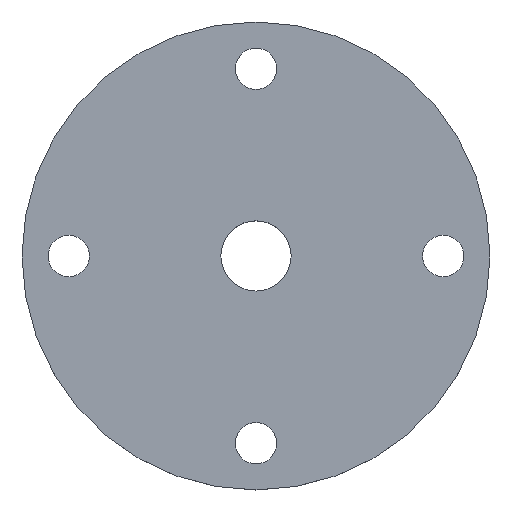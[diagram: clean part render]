
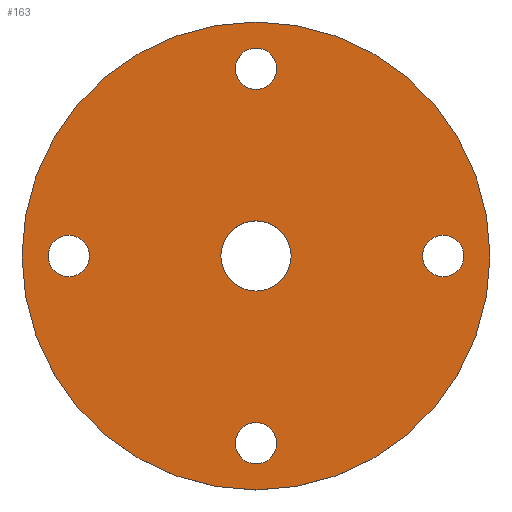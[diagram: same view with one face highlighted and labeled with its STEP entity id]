
A CAD part, top view. The second image highlights one B-rep face of the part: STEP entity #163.
In plain terms, the highlighted planar face has unit normal (0, 0, 1).
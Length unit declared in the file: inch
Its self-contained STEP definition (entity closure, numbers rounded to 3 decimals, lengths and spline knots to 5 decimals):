
#23=FACE_BOUND('',#50,.T.);
#24=FACE_BOUND('',#51,.T.);
#25=FACE_BOUND('',#52,.T.);
#26=FACE_BOUND('',#53,.T.);
#27=FACE_BOUND('',#54,.T.);
#33=PLANE('',#199);
#41=FACE_OUTER_BOUND('',#49,.T.);
#49=EDGE_LOOP('',(#139));
#50=EDGE_LOOP('',(#140));
#51=EDGE_LOOP('',(#141));
#52=EDGE_LOOP('',(#142));
#53=EDGE_LOOP('',(#143));
#54=EDGE_LOOP('',(#144));
#73=CIRCLE('',#182,0.1105);
#75=CIRCLE('',#185,0.1105);
#77=CIRCLE('',#188,0.1105);
#79=CIRCLE('',#191,0.1105);
#81=CIRCLE('',#194,0.1875);
#83=CIRCLE('',#197,1.25);
#85=VERTEX_POINT('',#263);
#87=VERTEX_POINT('',#269);
#89=VERTEX_POINT('',#275);
#91=VERTEX_POINT('',#281);
#93=VERTEX_POINT('',#287);
#95=VERTEX_POINT('',#293);
#97=EDGE_CURVE('',#85,#85,#73,.T.);
#100=EDGE_CURVE('',#87,#87,#75,.T.);
#103=EDGE_CURVE('',#89,#89,#77,.T.);
#106=EDGE_CURVE('',#91,#91,#79,.T.);
#109=EDGE_CURVE('',#93,#93,#81,.T.);
#112=EDGE_CURVE('',#95,#95,#83,.T.);
#139=ORIENTED_EDGE('',*,*,#112,.T.);
#140=ORIENTED_EDGE('',*,*,#97,.T.);
#141=ORIENTED_EDGE('',*,*,#100,.T.);
#142=ORIENTED_EDGE('',*,*,#103,.T.);
#143=ORIENTED_EDGE('',*,*,#106,.T.);
#144=ORIENTED_EDGE('',*,*,#109,.T.);
#163=ADVANCED_FACE('',(#41,#23,#24,#25,#26,#27),#33,.T.);
#182=AXIS2_PLACEMENT_3D('',#264,#211,#212);
#185=AXIS2_PLACEMENT_3D('',#270,#218,#219);
#188=AXIS2_PLACEMENT_3D('',#276,#225,#226);
#191=AXIS2_PLACEMENT_3D('',#282,#232,#233);
#194=AXIS2_PLACEMENT_3D('',#288,#239,#240);
#197=AXIS2_PLACEMENT_3D('',#294,#246,#247);
#199=AXIS2_PLACEMENT_3D('',#298,#251,#252);
#211=DIRECTION('center_axis',(0.,0.,-1.));
#212=DIRECTION('ref_axis',(1.,0.,0.));
#218=DIRECTION('center_axis',(0.,0.,-1.));
#219=DIRECTION('ref_axis',(1.,0.,0.));
#225=DIRECTION('center_axis',(0.,0.,-1.));
#226=DIRECTION('ref_axis',(1.,0.,0.));
#232=DIRECTION('center_axis',(0.,0.,-1.));
#233=DIRECTION('ref_axis',(1.,0.,0.));
#239=DIRECTION('center_axis',(0.,0.,-1.));
#240=DIRECTION('ref_axis',(-1.,0.,0.));
#246=DIRECTION('center_axis',(0.,0.,1.));
#247=DIRECTION('ref_axis',(-1.,0.,0.));
#251=DIRECTION('center_axis',(0.,0.,1.));
#252=DIRECTION('ref_axis',(-1.,0.,0.));
#263=CARTESIAN_POINT('',(-0.1105,-1.,0.125));
#264=CARTESIAN_POINT('Origin',(0.,-1.,0.125));
#269=CARTESIAN_POINT('',(-0.1105,1.,0.125));
#270=CARTESIAN_POINT('Origin',(0.,1.,0.125));
#275=CARTESIAN_POINT('',(0.8895,0.,0.125));
#276=CARTESIAN_POINT('Origin',(1.,0.,0.125));
#281=CARTESIAN_POINT('',(-1.1105,0.,0.125));
#282=CARTESIAN_POINT('Origin',(-1.,0.,0.125));
#287=CARTESIAN_POINT('',(0.1875,0.,0.125));
#288=CARTESIAN_POINT('Origin',(0.,0.,0.125));
#293=CARTESIAN_POINT('',(1.25,0.,0.125));
#294=CARTESIAN_POINT('Origin',(0.,0.,0.125));
#298=CARTESIAN_POINT('Origin',(0.,0.,0.125));
